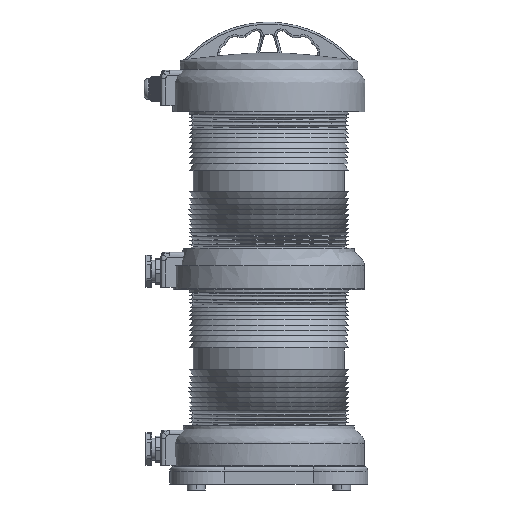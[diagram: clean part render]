
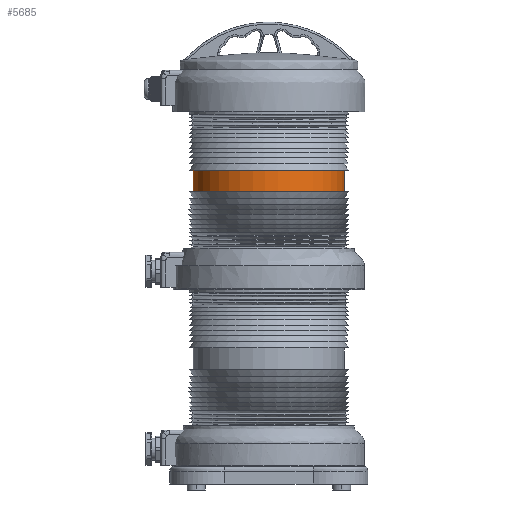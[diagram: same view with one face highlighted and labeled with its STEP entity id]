
A CAD part, front view. The second image highlights one B-rep face of the part: STEP entity #5685.
In plain terms, the highlighted free-form (B-spline) face has degree [1, 3] with [2, 8] control points.
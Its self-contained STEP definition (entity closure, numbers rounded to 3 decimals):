
#3779 = VERTEX_POINT('',#3780);
#3780 = CARTESIAN_POINT('',(95.731,0.,
    397.808));
#3786 = VERTEX_POINT('',#3787);
#3787 = CARTESIAN_POINT('',(-95.731,0.,
    397.808));
#3812 = EDGE_CURVE('',#3779,#3813,#3815,.T.);
#3813 = VERTEX_POINT('',#3814);
#3814 = CARTESIAN_POINT('',(95.731,0.,
    370.378));
#3815 = B_SPLINE_CURVE_WITH_KNOTS('',1,(#3816,#3817),.UNSPECIFIED.,.F.,
  .F.,(2,2),(125.028,147.076),.PIECEWISE_BEZIER_KNOTS.);
#3816 = CARTESIAN_POINT('',(95.731,0.,
    397.808));
#3817 = CARTESIAN_POINT('',(95.731,0.,
    370.378));
#3820 = VERTEX_POINT('',#3821);
#3821 = CARTESIAN_POINT('',(-95.731,0.,
    370.378));
#3832 = EDGE_CURVE('',#3786,#3820,#3833,.T.);
#3833 = B_SPLINE_CURVE_WITH_KNOTS('',1,(#3834,#3835),.UNSPECIFIED.,.F.,
  .F.,(2,2),(125.028,147.076),.PIECEWISE_BEZIER_KNOTS.);
#3834 = CARTESIAN_POINT('',(-95.731,0.,
    397.808));
#3835 = CARTESIAN_POINT('',(-95.731,0.,
    370.378));
#5668 = EDGE_CURVE('',#3786,#3779,#5669,.T.);
#5669 = B_SPLINE_CURVE_WITH_KNOTS('',3,(#5670,#5671,#5672,#5673,#5674,
    #5675,#5676,#5677),.UNSPECIFIED.,.F.,.F.,(4,1,1,1,1,4),(
    241.745,290.094,338.443,386.792,
    435.141,483.49),.UNSPECIFIED.);
#5670 = CARTESIAN_POINT('',(-95.731,0.,
    397.808));
#5671 = CARTESIAN_POINT('',(-95.731,-20.032,
    397.808));
#5672 = CARTESIAN_POINT('',(-82.714,-60.095,
    397.808));
#5673 = CARTESIAN_POINT('',(-31.594,-97.236,
    397.808));
#5674 = CARTESIAN_POINT('',(31.594,-97.236,
    397.808));
#5675 = CARTESIAN_POINT('',(82.714,-60.095,
    397.808));
#5676 = CARTESIAN_POINT('',(95.731,-20.032,
    397.808));
#5677 = CARTESIAN_POINT('',(95.731,0.,
    397.808));
#5685 = ADVANCED_FACE('',(#5686),#5702,.T.);
#5686 = FACE_BOUND('',#5687,.T.);
#5687 = EDGE_LOOP('',(#5688,#5689,#5700,#5701));
#5688 = ORIENTED_EDGE('',*,*,#3832,.T.);
#5689 = ORIENTED_EDGE('',*,*,#5690,.T.);
#5690 = EDGE_CURVE('',#3820,#3813,#5691,.T.);
#5691 = B_SPLINE_CURVE_WITH_KNOTS('',3,(#5692,#5693,#5694,#5695,#5696,
    #5697,#5698,#5699),.UNSPECIFIED.,.F.,.F.,(4,1,1,1,1,4),(
    241.745,290.094,338.443,386.792,
    435.141,483.49),.UNSPECIFIED.);
#5692 = CARTESIAN_POINT('',(-95.731,0.,
    370.378));
#5693 = CARTESIAN_POINT('',(-95.731,-20.032,
    370.378));
#5694 = CARTESIAN_POINT('',(-82.714,-60.095,
    370.378));
#5695 = CARTESIAN_POINT('',(-31.594,-97.236,
    370.378));
#5696 = CARTESIAN_POINT('',(31.594,-97.236,
    370.378));
#5697 = CARTESIAN_POINT('',(82.714,-60.095,
    370.378));
#5698 = CARTESIAN_POINT('',(95.731,-20.032,
    370.378));
#5699 = CARTESIAN_POINT('',(95.731,0.,
    370.378));
#5700 = ORIENTED_EDGE('',*,*,#3812,.F.);
#5701 = ORIENTED_EDGE('',*,*,#5668,.F.);
#5702 = B_SPLINE_SURFACE_WITH_KNOTS('',1,3,(
    (#5703,#5704,#5705,#5706,#5707,#5708,#5709,#5710)
    ,(#5711,#5712,#5713,#5714,#5715,#5716,#5717,#5718
  )),.UNSPECIFIED.,.F.,.F.,.F.,(2,2),(4,1,1,1,1,4),(125.028,
    147.076),(241.745,290.094,338.443,
    386.792,435.141,483.49),.UNSPECIFIED.);
#5703 = CARTESIAN_POINT('',(-95.731,0.,
    397.808));
#5704 = CARTESIAN_POINT('',(-95.731,-20.032,
    397.808));
#5705 = CARTESIAN_POINT('',(-82.714,-60.095,
    397.808));
#5706 = CARTESIAN_POINT('',(-31.594,-97.236,
    397.808));
#5707 = CARTESIAN_POINT('',(31.594,-97.236,
    397.808));
#5708 = CARTESIAN_POINT('',(82.714,-60.095,
    397.808));
#5709 = CARTESIAN_POINT('',(95.731,-20.032,
    397.808));
#5710 = CARTESIAN_POINT('',(95.731,0.,
    397.808));
#5711 = CARTESIAN_POINT('',(-95.731,0.,
    370.378));
#5712 = CARTESIAN_POINT('',(-95.731,-20.032,
    370.378));
#5713 = CARTESIAN_POINT('',(-82.714,-60.095,
    370.378));
#5714 = CARTESIAN_POINT('',(-31.594,-97.236,
    370.378));
#5715 = CARTESIAN_POINT('',(31.594,-97.236,
    370.378));
#5716 = CARTESIAN_POINT('',(82.714,-60.095,
    370.378));
#5717 = CARTESIAN_POINT('',(95.731,-20.032,
    370.378));
#5718 = CARTESIAN_POINT('',(95.731,0.,
    370.378));
